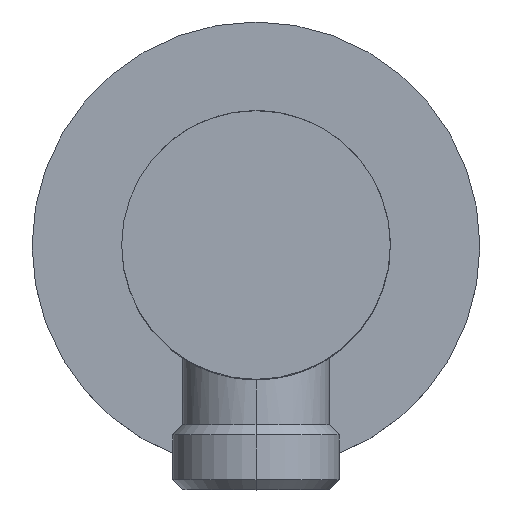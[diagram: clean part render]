
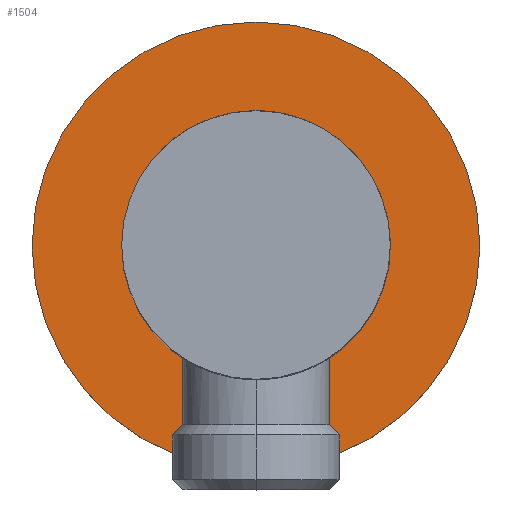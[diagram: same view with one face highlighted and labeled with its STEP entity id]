
A CAD part, top view. The second image highlights one B-rep face of the part: STEP entity #1504.
In plain terms, the highlighted planar face has unit normal (0, 0, 1).
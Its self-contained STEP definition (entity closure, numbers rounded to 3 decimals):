
#1271=CARTESIAN_POINT('',(0.,0.,0.));
#1272=DIRECTION('',(0.,0.,-1.));
#1273=DIRECTION('',(1.,0.,0.));
#1274=AXIS2_PLACEMENT_3D('',#1271,#1272,#1273);
#1276=CARTESIAN_POINT('',(0.,0.,0.));
#1277=DIRECTION('',(0.,0.,1.));
#1278=DIRECTION('',(1.,0.,0.));
#1279=AXIS2_PLACEMENT_3D('',#1276,#1277,#1278);
#1421=CARTESIAN_POINT('',(0.,0.,0.));
#1422=DIRECTION('',(0.,0.,-1.));
#1423=DIRECTION('',(1.,0.,0.));
#1424=AXIS2_PLACEMENT_3D('',#1421,#1422,#1423);
#1430=CARTESIAN_POINT('',(0.,0.,0.));
#1431=DIRECTION('',(0.,0.,1.));
#1432=DIRECTION('',(1.,0.,0.));
#1433=AXIS2_PLACEMENT_3D('',#1430,#1431,#1432);
#1439=CARTESIAN_POINT('',(27.5,0.,0.));
#1441=VERTEX_POINT('',#1439);
#1460=CARTESIAN_POINT('',(10.5,0.,0.));
#1462=VERTEX_POINT('',#1460);
#1463=CARTESIAN_POINT('',(-27.5,0.,0.));
#1465=VERTEX_POINT('',#1463);
#1484=CARTESIAN_POINT('',(-10.5,0.,0.));
#1486=VERTEX_POINT('',#1484);
#1487=CARTESIAN_POINT('',(0.,0.,0.));
#1488=DIRECTION('',(0.,0.,-1.));
#1489=DIRECTION('',(1.,0.,0.));
#1490=AXIS2_PLACEMENT_3D('',#1487,#1488,#1489);
#1491=PLANE('',#1490);
#1493=ORIENTED_EDGE('',*,*,#1492,.F.);
#1495=ORIENTED_EDGE('',*,*,#1494,.T.);
#1496=EDGE_LOOP('',(#1493,#1495));
#1497=FACE_OUTER_BOUND('',#1496,.F.);
#1499=ORIENTED_EDGE('',*,*,#1498,.F.);
#1501=ORIENTED_EDGE('',*,*,#1500,.T.);
#1502=EDGE_LOOP('',(#1499,#1501));
#1503=FACE_BOUND('',#1502,.F.);
#1275=CIRCLE('',#1274,10.5);
#1280=CIRCLE('',#1279,10.5);
#1425=CIRCLE('',#1424,27.5);
#1434=CIRCLE('',#1433,27.5);
#1492=EDGE_CURVE('',#1441,#1465,#1434,.T.);
#1494=EDGE_CURVE('',#1441,#1465,#1425,.T.);
#1498=EDGE_CURVE('',#1462,#1486,#1275,.T.);
#1500=EDGE_CURVE('',#1462,#1486,#1280,.T.);
#1504=ADVANCED_FACE('',(#1497,#1503),#1491,.F.);
